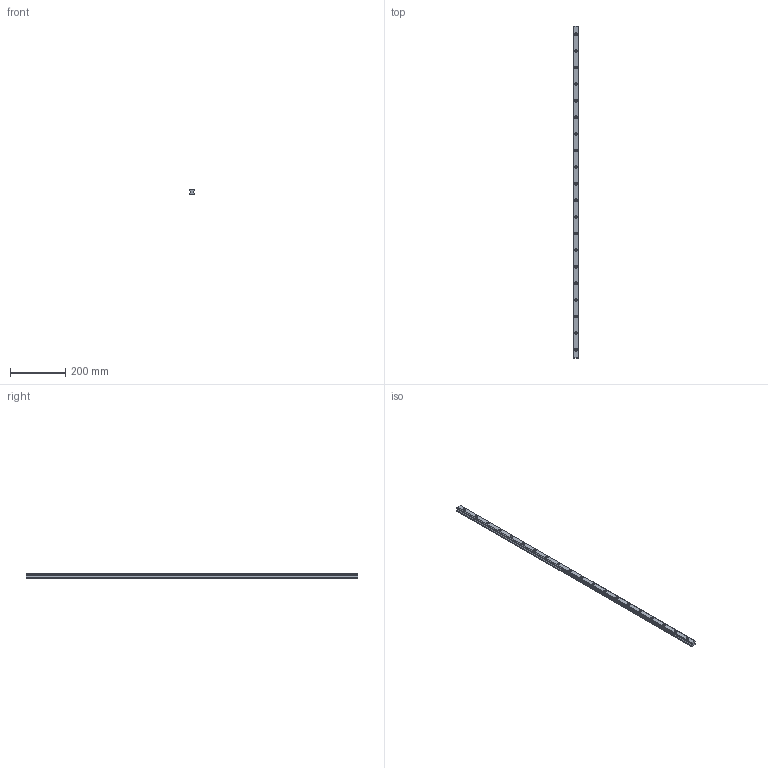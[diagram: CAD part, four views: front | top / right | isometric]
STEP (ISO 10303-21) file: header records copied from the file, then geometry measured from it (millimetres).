
FILE_DESCRIPTION(/* description */ ('','CAx-IF Rec.Pracs.---Representation and Presentation of Product Manufacturing Information (PMI)---4.0---2014-10-13'),/* implementation_level */ '2;1');
FILE_NAME(/* name */ 'Y-Axis Linear Rail v1.step',/* time_stamp */ '2025-01-19T09:28:22+05:30',/* author */ (''),/* organization */ (''),/* preprocessor_version */ 'ST-DEVELOPER v20',/* originating_system */ 'Autodesk Translation Framework v13.20.0.188',/* authorisation */ '');
FILE_SCHEMA (('AP242_MANAGED_MODEL_BASED_3D_ENGINEERING_MIM_LF { 1 0 10303 442 1 1 4 }'));
Length unit declared in the file: millimetre
Products named in the file (1): Y-Axis Linear Rail
Bounding box: 20 x 1200 x 17.5 mm (x, y, z)
Volume: 349404.6 mm3; surface area: 98443.9 mm2
Topology: 1 solids, 1 shells, 78 faces, 168 edges, 112 vertices
Faces by surface type: cylinder 40, plane 38
Full cylindrical faces by diameter (mm): 5 x20, 10 x20
Entity records: 2272 total; most frequent: DIRECTION 406, CARTESIAN_POINT 359, ORIENTED_EDGE 336, EDGE_CURVE 168, AXIS2_PLACEMENT_3D 159, EDGE_LOOP 138, VERTEX_POINT 112, LINE 88
